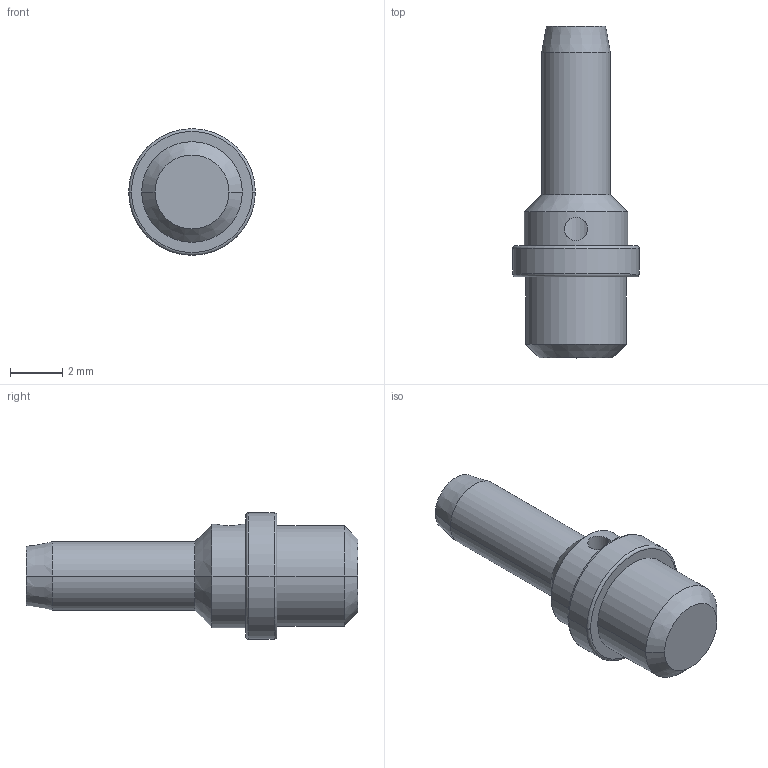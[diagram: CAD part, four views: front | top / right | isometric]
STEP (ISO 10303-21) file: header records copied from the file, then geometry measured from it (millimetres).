
FILE_DESCRIPTION((''),'2;1');
FILE_NAME('00110440302','2019-09-05T',('presta_be4'),(''),'PRO/ENGINEER BY PARAMETRIC TECHNOLOGY CORPORATION, 2014310','PRO/ENGINEER BY PARAMETRIC TECHNOLOGY CORPORATION, 2014310','');
FILE_SCHEMA(('CONFIG_CONTROL_DESIGN'));
Length unit declared in the file: millimetre
Products named in the file (1): 00110440302
Bounding box: 4.84 x 12.68 x 4.84 mm (x, y, z)
Volume: 91.2 mm3; surface area: 204.6 mm2
Topology: 1 solids, 1 shells, 30 faces, 62 edges, 35 vertices
Faces by surface type: cylinder 12, cone 10, plane 4, torus 4
Entity records: 1012 total; most frequent: CARTESIAN_POINT 325, DIRECTION 150, ORIENTED_EDGE 120, AXIS2_PLACEMENT_3D 64, EDGE_CURVE 60, VERTEX_POINT 35, EDGE_LOOP 35, CIRCLE 34
